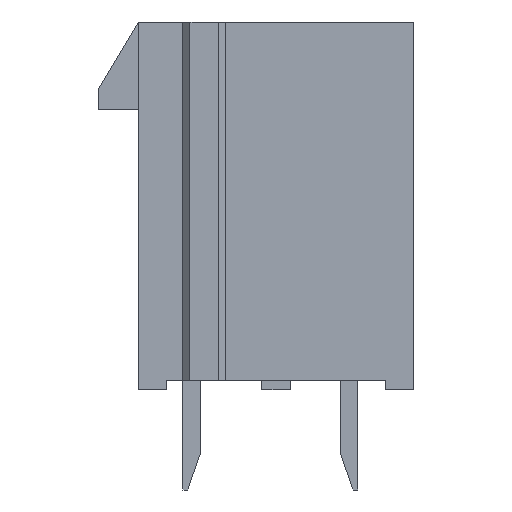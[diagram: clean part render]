
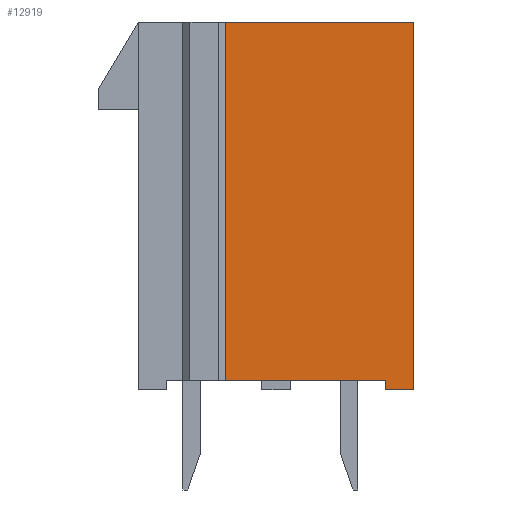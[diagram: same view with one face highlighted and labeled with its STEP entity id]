
A CAD part, left-side view. The second image highlights one B-rep face of the part: STEP entity #12919.
In plain terms, the highlighted planar face has unit normal (-1, 0, 0).
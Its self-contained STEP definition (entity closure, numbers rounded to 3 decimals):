
#178=DIRECTION('',(0.,-1.,0.));
#179=VECTOR('',#178,6.55);
#180=CARTESIAN_POINT('',(-25.8,1.75,0.));
#181=LINE('',#180,#179);
#922=DIRECTION('',(0.,0.,-1.));
#923=VECTOR('',#922,12.8);
#924=CARTESIAN_POINT('',(-25.8,-4.8,0.));
#925=LINE('',#924,#923);
#1422=DIRECTION('',(0.,-1.,0.));
#1423=VECTOR('',#1422,1.);
#1424=CARTESIAN_POINT('',(-25.8,-3.8,-12.8));
#1425=LINE('',#1424,#1423);
#3171=DIRECTION('',(0.,0.,-1.));
#3172=VECTOR('',#3171,12.47);
#3173=CARTESIAN_POINT('',(-25.8,1.75,0.));
#3174=LINE('',#3173,#3172);
#3175=DIRECTION('',(0.,0.,1.));
#3176=VECTOR('',#3175,0.33);
#3177=CARTESIAN_POINT('',(-25.8,-3.8,-12.8));
#3178=LINE('',#3177,#3176);
#3179=DIRECTION('',(0.,-1.,0.));
#3180=VECTOR('',#3179,5.55);
#3181=CARTESIAN_POINT('',(-25.8,1.75,-12.47));
#3182=LINE('',#3181,#3180);
#6799=CARTESIAN_POINT('',(-25.8,-4.8,0.));
#6801=VERTEX_POINT('',#6799);
#6807=CARTESIAN_POINT('',(-25.8,-4.8,-12.8));
#6808=VERTEX_POINT('',#6807);
#6819=CARTESIAN_POINT('',(-25.8,-3.8,-12.8));
#6820=CARTESIAN_POINT('',(-25.8,-3.8,-12.47));
#6821=VERTEX_POINT('',#6819);
#6822=VERTEX_POINT('',#6820);
#6841=CARTESIAN_POINT('',(-25.8,1.75,0.));
#6842=CARTESIAN_POINT('',(-25.8,1.75,-12.47));
#6843=VERTEX_POINT('',#6841);
#6844=VERTEX_POINT('',#6842);
#12905=CARTESIAN_POINT('',(-25.8,4.8,0.));
#12906=DIRECTION('',(-1.,0.,0.));
#12907=DIRECTION('',(0.,-1.,0.));
#12908=AXIS2_PLACEMENT_3D('',#12905,#12906,#12907);
#12909=PLANE('',#12908);
#12911=ORIENTED_EDGE('',*,*,#12910,.F.);
#12912=ORIENTED_EDGE('',*,*,#9074,.T.);
#12913=ORIENTED_EDGE('',*,*,#9580,.T.);
#12914=ORIENTED_EDGE('',*,*,#10032,.F.);
#12915=ORIENTED_EDGE('',*,*,#10356,.T.);
#12916=ORIENTED_EDGE('',*,*,#10746,.F.);
#12917=EDGE_LOOP('',(#12911,#12912,#12913,#12914,#12915,#12916));
#12918=FACE_OUTER_BOUND('',#12917,.F.);
#12919=ADVANCED_FACE('',(#12918),#12909,.T.);
#9074=EDGE_CURVE('',#6843,#6801,#181,.T.);
#9580=EDGE_CURVE('',#6801,#6808,#925,.T.);
#10032=EDGE_CURVE('',#6821,#6808,#1425,.T.);
#10356=EDGE_CURVE('',#6821,#6822,#3178,.T.);
#10746=EDGE_CURVE('',#6844,#6822,#3182,.T.);
#12910=EDGE_CURVE('',#6843,#6844,#3174,.T.);
